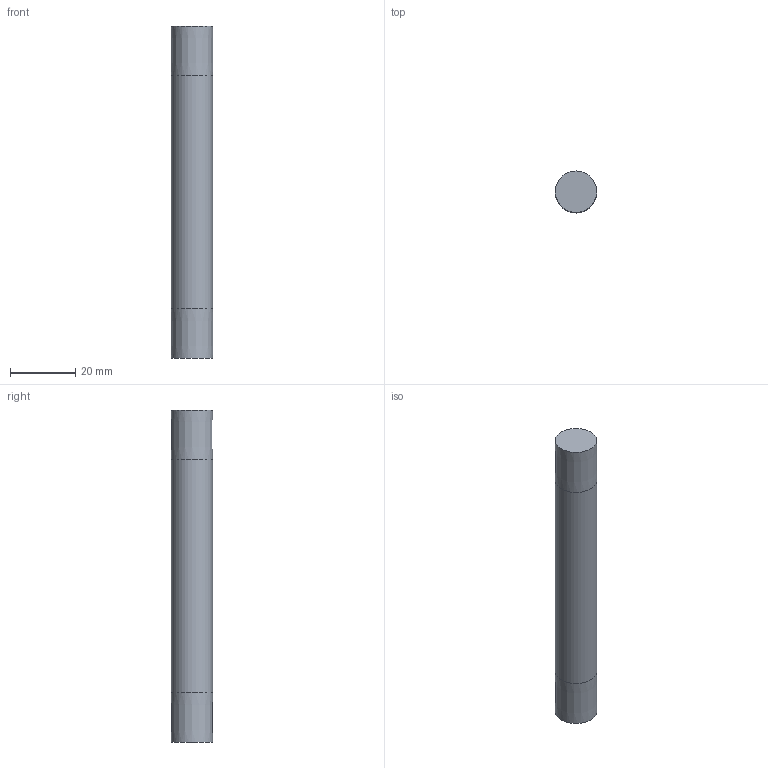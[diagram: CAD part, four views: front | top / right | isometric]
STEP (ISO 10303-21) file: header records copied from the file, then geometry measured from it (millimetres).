
FILE_DESCRIPTION(/* description */ (''),/* implementation_level */ '2;1');
FILE_NAME(/* name */ 'C5141-.500XD2S.3DZ4_Basic.stp',/* time_stamp */ '2024-07-17T12:00:06+06:00',/* author */ (''),/* organization */ (''),/* preprocessor_version */ 'ST-DEVELOPER v16.7',/* originating_system */ 'SIEMENS PLM Software NX 12.0',/* authorisation */ '');
FILE_SCHEMA (('AUTOMOTIVE_DESIGN { 1 0 10303 214 3 1 1 1 }'));
Length unit declared in the file: millimetre
Products named in the file (1): inpu3B8431E3r14y
Bounding box: 12.7 x 12.7 x 101.6 mm (x, y, z)
Volume: 12869.6 mm3; surface area: 4813.5 mm2
Topology: 3 solids, 3 shells, 10 faces, 12 edges, 13 vertices
Faces by surface type: plane 7, cone 2, cylinder 1
Full cylindrical faces by diameter (mm): 12.7 x1
Entity records: 287 total; most frequent: CARTESIAN_POINT 45, DIRECTION 42, AXIS2_PLACEMENT_3D 21, EDGE_LOOP 14, ORIENTED_EDGE 14, STYLED_ITEM 11, PRESENTATION_STYLE_ASSIGNMENT 11, ADVANCED_FACE 10
